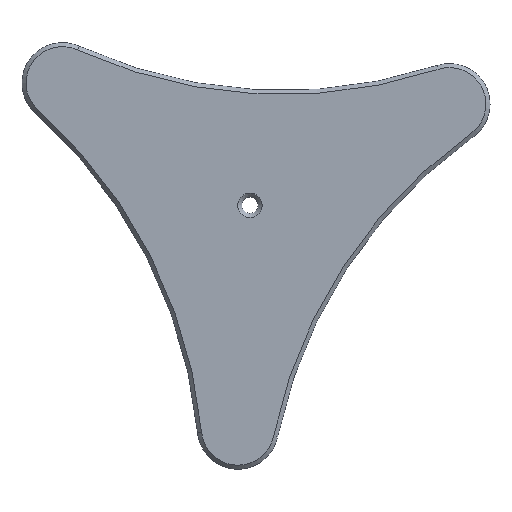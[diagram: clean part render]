
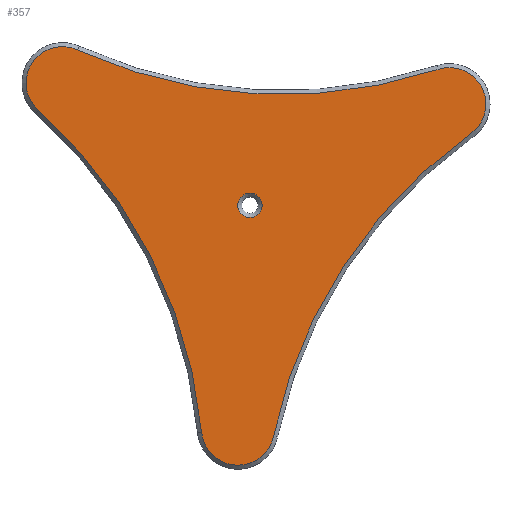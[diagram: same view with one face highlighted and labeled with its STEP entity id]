
A CAD part, top view. The second image highlights one B-rep face of the part: STEP entity #357.
In plain terms, the highlighted planar face has unit normal (0, 0, 1).
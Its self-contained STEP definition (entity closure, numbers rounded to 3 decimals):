
#15=FACE_BOUND('',#62,.T.);
#17=PLANE('',#413);
#38=FACE_OUTER_BOUND('',#61,.T.);
#61=EDGE_LOOP('',(#278,#279,#280,#281,#282,#283));
#62=EDGE_LOOP('',(#284));
#78=CIRCLE('',#387,9.);
#79=CIRCLE('',#389,121.805);
#82=CIRCLE('',#393,9.);
#83=CIRCLE('',#395,121.805);
#87=CIRCLE('',#400,9.);
#88=CIRCLE('',#402,121.805);
#96=CIRCLE('',#414,3.);
#150=VERTEX_POINT('',#572);
#153=VERTEX_POINT('',#577);
#154=VERTEX_POINT('',#581);
#156=VERTEX_POINT('',#587);
#158=VERTEX_POINT('',#593);
#160=VERTEX_POINT('',#599);
#170=VERTEX_POINT('',#632);
#184=EDGE_CURVE('',#153,#150,#78,.T.);
#185=EDGE_CURVE('',#150,#154,#79,.T.);
#190=EDGE_CURVE('',#154,#156,#82,.T.);
#191=EDGE_CURVE('',#156,#158,#83,.T.);
#197=EDGE_CURVE('',#158,#160,#87,.T.);
#198=EDGE_CURVE('',#160,#153,#88,.T.);
#212=EDGE_CURVE('',#170,#170,#96,.T.);
#278=ORIENTED_EDGE('',*,*,#184,.F.);
#279=ORIENTED_EDGE('',*,*,#198,.F.);
#280=ORIENTED_EDGE('',*,*,#197,.F.);
#281=ORIENTED_EDGE('',*,*,#191,.F.);
#282=ORIENTED_EDGE('',*,*,#190,.F.);
#283=ORIENTED_EDGE('',*,*,#185,.F.);
#284=ORIENTED_EDGE('',*,*,#212,.F.);
#357=ADVANCED_FACE('',(#38,#15),#17,.F.);
#387=AXIS2_PLACEMENT_3D('',#579,#447,#448);
#389=AXIS2_PLACEMENT_3D('',#582,#451,#452);
#393=AXIS2_PLACEMENT_3D('',#591,#461,#462);
#395=AXIS2_PLACEMENT_3D('',#594,#465,#466);
#400=AXIS2_PLACEMENT_3D('',#605,#477,#478);
#402=AXIS2_PLACEMENT_3D('',#607,#481,#482);
#413=AXIS2_PLACEMENT_3D('',#631,#509,#510);
#414=AXIS2_PLACEMENT_3D('',#633,#511,#512);
#447=DIRECTION('center_axis',(0.,0.,-1.));
#448=DIRECTION('ref_axis',(1.,0.,0.));
#451=DIRECTION('center_axis',(0.,0.,1.));
#452=DIRECTION('ref_axis',(-1.,0.,0.));
#461=DIRECTION('center_axis',(0.,0.,-1.));
#462=DIRECTION('ref_axis',(-1.,0.,0.));
#465=DIRECTION('center_axis',(0.,0.,1.));
#466=DIRECTION('ref_axis',(1.,0.,0.));
#477=DIRECTION('center_axis',(0.,0.,-1.));
#478=DIRECTION('ref_axis',(-1.,0.,0.));
#481=DIRECTION('center_axis',(0.,0.,1.));
#482=DIRECTION('ref_axis',(-1.,0.,0.));
#509=DIRECTION('center_axis',(0.,0.,-1.));
#510=DIRECTION('ref_axis',(1.,0.,0.));
#511=DIRECTION('center_axis',(0.,0.,1.));
#512=DIRECTION('ref_axis',(1.,0.,0.));
#572=CARTESIAN_POINT('',(48.055,24.07,-28.553));
#577=CARTESIAN_POINT('',(40.,39.944,-28.553));
#579=CARTESIAN_POINT('Origin',(42.834,31.401,-28.553));
#581=CARTESIAN_POINT('',(-0.579,-50.548,-28.553));
#582=CARTESIAN_POINT('Origin',(118.717,-75.143,-28.553));
#587=CARTESIAN_POINT('',(-18.353,-49.587,-28.553));
#591=CARTESIAN_POINT('Origin',(-9.394,-48.731,-28.553));
#593=CARTESIAN_POINT('',(-58.657,29.841,-28.553));
#594=CARTESIAN_POINT('Origin',(-139.606,-61.175,-28.553));
#599=CARTESIAN_POINT('',(-48.938,44.753,-28.553));
#605=CARTESIAN_POINT('Origin',(-52.676,36.566,-28.553));
#607=CARTESIAN_POINT('Origin',(1.653,155.555,-28.553));
#631=CARTESIAN_POINT('Origin',(-4.921,-6.082,-28.553));
#632=CARTESIAN_POINT('',(-9.412,6.412,-28.553));
#633=CARTESIAN_POINT('Origin',(-6.412,6.412,-28.553));
